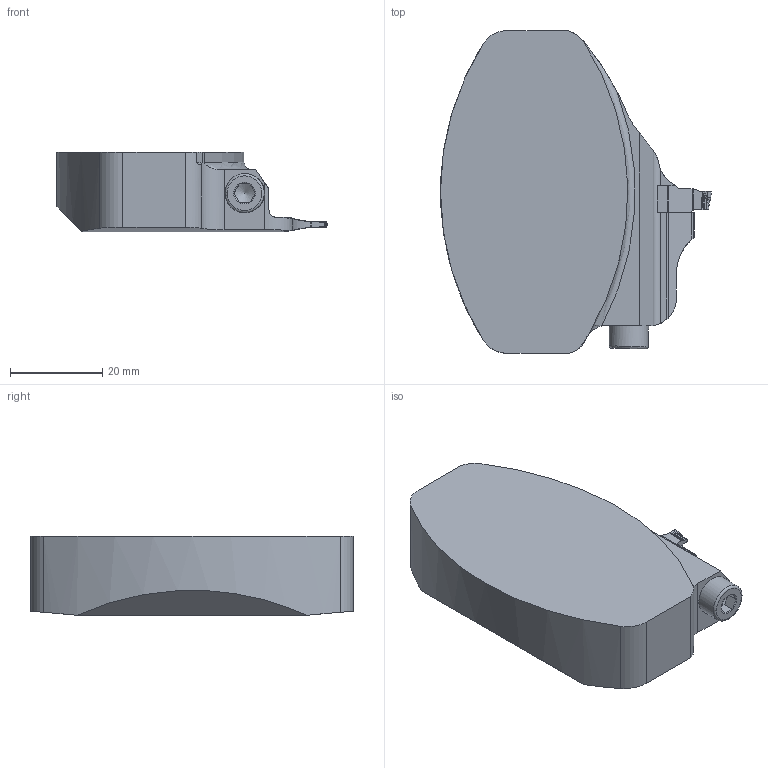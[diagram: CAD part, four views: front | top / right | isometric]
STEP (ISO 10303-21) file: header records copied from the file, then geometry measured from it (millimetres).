
FILE_DESCRIPTION(/* description */ (''),/* implementation_level */ '2;1');
FILE_NAME(/* name */ '1640143970655.stp',/* time_stamp */ '2021-12-22T09:03:09+06:00',/* author */ (''),/* organization */ ('SMS'),/* preprocessor_version */ 'ST-DEVELOPER v16.7',/* originating_system */ 'SIEMENS PLM Software NX 12.0',/* authorisation */ '');
FILE_SCHEMA (('AUTOMOTIVE_DESIGN { 1 0 10303 214 3 1 1 1 }'));
Length unit declared in the file: millimetre
Products named in the file (4): ASSEMBLY_CONSTRUCTION; 202512709mod000_01; 201721894mod000_00; 201723186mod000_02
Assembly tree (3 placements, depth 2):
  201723186mod000_02
    201721894mod000_00
    202512709mod000_01
    ASSEMBLY_CONSTRUCTION
Bounding box: 58.8 x 70 x 17.3 mm (x, y, z)
Volume: 44767.8 mm3; surface area: 9382.2 mm2
Topology: 2 solids, 2 shells, 135 faces, 370 edges, 248 vertices
Faces by surface type: plane 63, cylinder 40, cone 11, bspline 11, extrusion 7, torus 3
Full cylindrical faces by diameter (mm): 8.5 x1
Entity records: 5143 total; most frequent: CARTESIAN_POINT 1669, ORIENTED_EDGE 724, DIRECTION 660, EDGE_CURVE 362, VERTEX_POINT 235, AXIS2_PLACEMENT_3D 232, VECTOR 196, LINE 189
